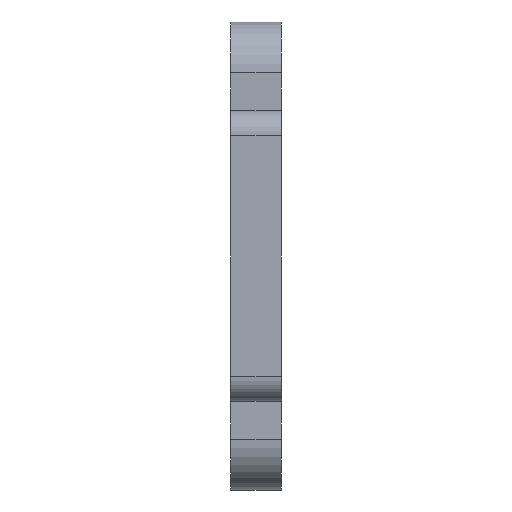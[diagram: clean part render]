
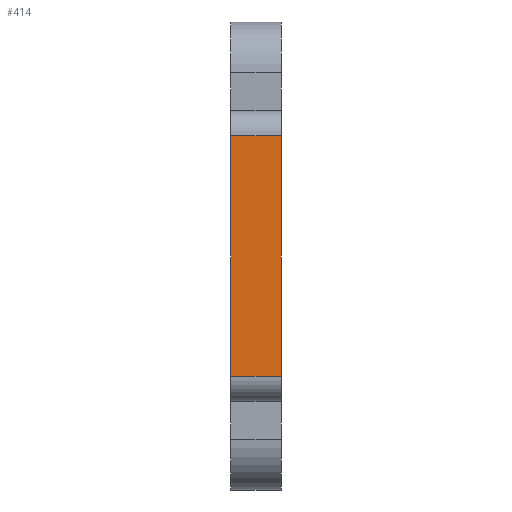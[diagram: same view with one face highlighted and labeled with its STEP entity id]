
A CAD part, left-side view. The second image highlights one B-rep face of the part: STEP entity #414.
In plain terms, the highlighted planar face has unit normal (-1, 0, 0).
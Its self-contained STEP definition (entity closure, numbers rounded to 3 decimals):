
#13 = CARTESIAN_POINT ( 'NONE',  ( -24., -4., 9.5 ) ) ;
#18 = VERTEX_POINT ( 'NONE', #13 ) ;
#21 = LINE ( 'NONE', #258, #229 ) ;
#32 = EDGE_LOOP ( 'NONE', ( #740, #1352, #985, #912 ) ) ;
#68 = VERTEX_POINT ( 'NONE', #746 ) ;
#73 = DIRECTION ( 'NONE',  ( 0., 0., 1. ) ) ;
#183 = PLANE ( 'NONE',  #490 ) ;
#229 = VECTOR ( 'NONE', #444, 1000. ) ;
#258 = CARTESIAN_POINT ( 'NONE',  ( -24., 0., 0. ) ) ;
#358 = VECTOR ( 'NONE', #915, 1000. ) ;
#365 = EDGE_CURVE ( 'NONE', #68, #18, #605, .T. ) ;
#414 = ADVANCED_FACE ( 'NONE', ( #480 ), #183, .T. ) ;
#444 = DIRECTION ( 'NONE',  ( 0., 0., 1. ) ) ;
#480 = FACE_OUTER_BOUND ( 'NONE', #32, .T. ) ;
#490 = AXIS2_PLACEMENT_3D ( 'NONE', #596, #1113, #73 ) ;
#588 = LINE ( 'NONE', #713, #1360 ) ;
#596 = CARTESIAN_POINT ( 'NONE',  ( -24., -4., 0. ) ) ;
#605 = LINE ( 'NONE', #1143, #781 ) ;
#682 = CARTESIAN_POINT ( 'NONE',  ( -24., -4., 9.5 ) ) ;
#700 = DIRECTION ( 'NONE',  ( 0., 1., 0. ) ) ;
#702 = EDGE_CURVE ( 'NONE', #68, #1357, #588, .T. ) ;
#713 = CARTESIAN_POINT ( 'NONE',  ( -24., -4., -9.5 ) ) ;
#740 = ORIENTED_EDGE ( 'NONE', *, *, #1284, .F. ) ;
#746 = CARTESIAN_POINT ( 'NONE',  ( -24., -4., -9.5 ) ) ;
#781 = VECTOR ( 'NONE', #1342, 1000. ) ;
#809 = LINE ( 'NONE', #682, #358 ) ;
#822 = CARTESIAN_POINT ( 'NONE',  ( -24., 0., 9.5 ) ) ;
#912 = ORIENTED_EDGE ( 'NONE', *, *, #1208, .T. ) ;
#915 = DIRECTION ( 'NONE',  ( 0., 1., 0. ) ) ;
#985 = ORIENTED_EDGE ( 'NONE', *, *, #365, .T. ) ;
#1010 = VERTEX_POINT ( 'NONE', #822 ) ;
#1113 = DIRECTION ( 'NONE',  ( -1., 0., 0. ) ) ;
#1143 = CARTESIAN_POINT ( 'NONE',  ( -24., -4., 0. ) ) ;
#1208 = EDGE_CURVE ( 'NONE', #18, #1010, #809, .T. ) ;
#1220 = CARTESIAN_POINT ( 'NONE',  ( -24., 0., -9.5 ) ) ;
#1284 = EDGE_CURVE ( 'NONE', #1357, #1010, #21, .T. ) ;
#1342 = DIRECTION ( 'NONE',  ( 0., 0., 1. ) ) ;
#1352 = ORIENTED_EDGE ( 'NONE', *, *, #702, .F. ) ;
#1357 = VERTEX_POINT ( 'NONE', #1220 ) ;
#1360 = VECTOR ( 'NONE', #700, 1000. ) ;
